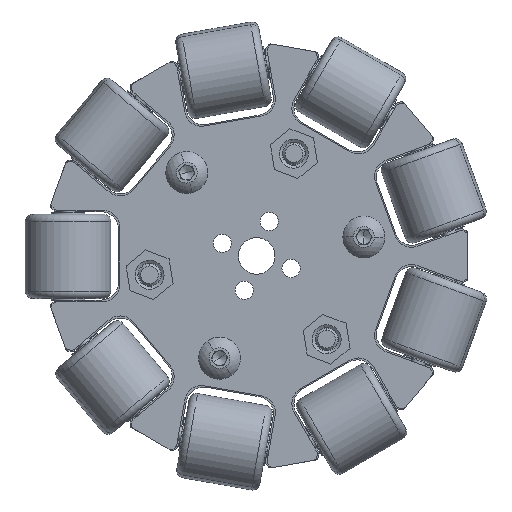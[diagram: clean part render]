
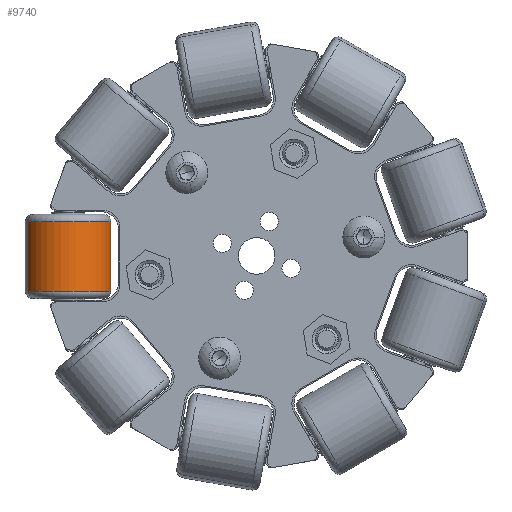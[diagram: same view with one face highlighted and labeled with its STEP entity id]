
A CAD part, front view. The second image highlights one B-rep face of the part: STEP entity #9740.
In plain terms, the highlighted cylindrical face has radius 9.36 mm (diameter 18.72 mm), a partial arc.
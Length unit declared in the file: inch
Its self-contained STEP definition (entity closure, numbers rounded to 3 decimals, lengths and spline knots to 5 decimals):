
#1046 = CARTESIAN_POINT ( 'NONE',  ( -0.3, 0., 0.3685 ) ) ;
#1877 = DIRECTION ( 'NONE',  ( -1., 0., 0. ) ) ;
#1886 = VERTEX_POINT ( 'NONE', #12422 ) ;
#3304 = VECTOR ( 'NONE', #8534, 39.37008 ) ;
#4209 = EDGE_CURVE ( 'NONE', #10042, #1886, #15139, .T. ) ;
#4706 = CARTESIAN_POINT ( 'NONE',  ( -0.3, 0., -0.3685 ) ) ;
#5305 = AXIS2_PLACEMENT_3D ( 'NONE', #7429, #16185, #8652 ) ;
#5349 = EDGE_LOOP ( 'NONE', ( #13872, #6097, #7384, #14409 ) ) ;
#6097 = ORIENTED_EDGE ( 'NONE', *, *, #10178, .T. ) ;
#6902 = CYLINDRICAL_SURFACE ( 'NONE', #12279, 0.3685 ) ;
#7043 = LINE ( 'NONE', #7313, #3304 ) ;
#7155 = DIRECTION ( 'NONE',  ( 0., 0., 1. ) ) ;
#7313 = CARTESIAN_POINT ( 'NONE',  ( 0.3625, 0., 0.3685 ) ) ;
#7384 = ORIENTED_EDGE ( 'NONE', *, *, #15831, .F. ) ;
#7429 = CARTESIAN_POINT ( 'NONE',  ( -0.3, 0., 0. ) ) ;
#8534 = DIRECTION ( 'NONE',  ( -1., 0., 0. ) ) ;
#8652 = DIRECTION ( 'NONE',  ( 0., 0., 1. ) ) ;
#8949 = CARTESIAN_POINT ( 'NONE',  ( 0.3, 0., 0.3685 ) ) ;
#9313 = CARTESIAN_POINT ( 'NONE',  ( 0.3, 0., 0. ) ) ;
#9740 = ADVANCED_FACE ( 'NONE', ( #10523 ), #6902, .T. ) ;
#10042 = VERTEX_POINT ( 'NONE', #8949 ) ;
#10178 = EDGE_CURVE ( 'NONE', #1886, #14462, #14245, .T. ) ;
#10523 = FACE_OUTER_BOUND ( 'NONE', #5349, .T. ) ;
#10554 = DIRECTION ( 'NONE',  ( 0., 0., 1. ) ) ;
#10892 = VECTOR ( 'NONE', #12953, 39.37008 ) ;
#11145 = EDGE_CURVE ( 'NONE', #10042, #13033, #7043, .T. ) ;
#11278 = CIRCLE ( 'NONE', #5305, 0.3685 ) ;
#11658 = CARTESIAN_POINT ( 'NONE',  ( 0.3625, 0., -0.3685 ) ) ;
#12006 = DIRECTION ( 'NONE',  ( -1., 0., 0. ) ) ;
#12279 = AXIS2_PLACEMENT_3D ( 'NONE', #14592, #12006, #7155 ) ;
#12422 = CARTESIAN_POINT ( 'NONE',  ( 0.3, 0., -0.3685 ) ) ;
#12953 = DIRECTION ( 'NONE',  ( -1., 0., 0. ) ) ;
#13033 = VERTEX_POINT ( 'NONE', #1046 ) ;
#13872 = ORIENTED_EDGE ( 'NONE', *, *, #4209, .T. ) ;
#14245 = LINE ( 'NONE', #11658, #10892 ) ;
#14409 = ORIENTED_EDGE ( 'NONE', *, *, #11145, .F. ) ;
#14462 = VERTEX_POINT ( 'NONE', #4706 ) ;
#14592 = CARTESIAN_POINT ( 'NONE',  ( 0.3625, 0., 0. ) ) ;
#15069 = AXIS2_PLACEMENT_3D ( 'NONE', #9313, #1877, #10554 ) ;
#15139 = CIRCLE ( 'NONE', #15069, 0.3685 ) ;
#15831 = EDGE_CURVE ( 'NONE', #13033, #14462, #11278, .T. ) ;
#16185 = DIRECTION ( 'NONE',  ( -1., 0., 0. ) ) ;
